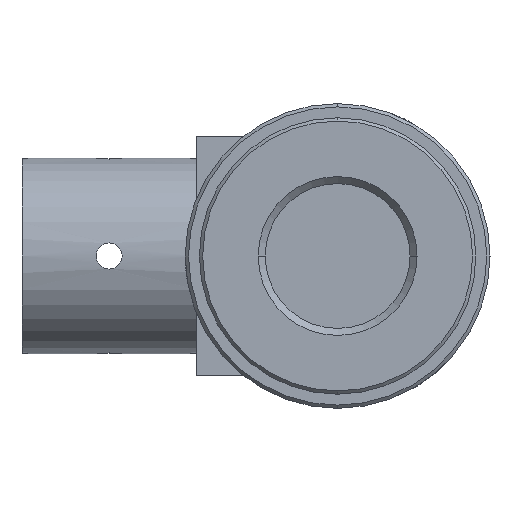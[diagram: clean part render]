
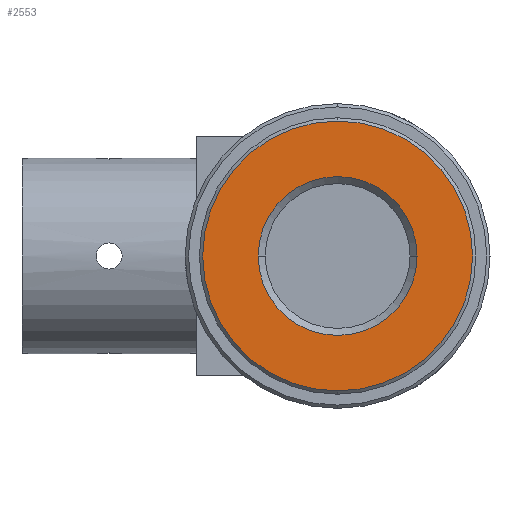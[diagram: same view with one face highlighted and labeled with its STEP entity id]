
A CAD part, left-side view. The second image highlights one B-rep face of the part: STEP entity #2553.
In plain terms, the highlighted planar face has unit normal (-1, 0, 0).
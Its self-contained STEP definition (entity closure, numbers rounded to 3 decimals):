
#47 = ORIENTED_EDGE ( 'NONE', *, *, #2279, .F. ) ;
#67 = EDGE_LOOP ( 'NONE', ( #1084, #447 ) ) ;
#110 = CARTESIAN_POINT ( 'NONE',  ( -76., 0., 0. ) ) ;
#224 = CARTESIAN_POINT ( 'NONE',  ( -76., 0., 0. ) ) ;
#295 = EDGE_LOOP ( 'NONE', ( #47, #4258 ) ) ;
#387 = VERTEX_POINT ( 'NONE', #2044 ) ;
#429 = DIRECTION ( 'NONE',  ( -1., 0., 0. ) ) ;
#447 = ORIENTED_EDGE ( 'NONE', *, *, #3711, .T. ) ;
#763 = CARTESIAN_POINT ( 'NONE',  ( -76., 0., 0. ) ) ;
#792 = DIRECTION ( 'NONE',  ( 0., 0., -1. ) ) ;
#839 = DIRECTION ( 'NONE',  ( -1., 0., 0. ) ) ;
#893 = DIRECTION ( 'NONE',  ( 0., -1., 0. ) ) ;
#927 = FACE_BOUND ( 'NONE', #295, .T. ) ;
#1008 = PLANE ( 'NONE',  #1330 ) ;
#1037 = DIRECTION ( 'NONE',  ( 1., 0., 0. ) ) ;
#1084 = ORIENTED_EDGE ( 'NONE', *, *, #2653, .T. ) ;
#1172 = CARTESIAN_POINT ( 'NONE',  ( -76., 7.3, 0. ) ) ;
#1330 = AXIS2_PLACEMENT_3D ( 'NONE', #3345, #1037, #4025 ) ;
#1352 = FACE_OUTER_BOUND ( 'NONE', #67, .T. ) ;
#1458 = CIRCLE ( 'NONE', #3887, 7.3 ) ;
#1480 = CARTESIAN_POINT ( 'NONE',  ( -76., 0., 0. ) ) ;
#1756 = CIRCLE ( 'NONE', #3837, 7.3 ) ;
#1770 = CIRCLE ( 'NONE', #2409, 12.4 ) ;
#1929 = EDGE_CURVE ( 'NONE', #2789, #2582, #1458, .T. ) ;
#1945 = VERTEX_POINT ( 'NONE', #2448 ) ;
#2044 = CARTESIAN_POINT ( 'NONE',  ( -76., 0., -12.4 ) ) ;
#2088 = CARTESIAN_POINT ( 'NONE',  ( -76., -7.3, 0. ) ) ;
#2279 = EDGE_CURVE ( 'NONE', #2582, #2789, #1756, .T. ) ;
#2409 = AXIS2_PLACEMENT_3D ( 'NONE', #763, #2457, #4109 ) ;
#2429 = DIRECTION ( 'NONE',  ( 0., -1., 0. ) ) ;
#2448 = CARTESIAN_POINT ( 'NONE',  ( -76., 0., 12.4 ) ) ;
#2457 = DIRECTION ( 'NONE',  ( -1., 0., 0. ) ) ;
#2553 = ADVANCED_FACE ( 'NONE', ( #927, #1352 ), #1008, .F. ) ;
#2574 = CIRCLE ( 'NONE', #2733, 12.4 ) ;
#2582 = VERTEX_POINT ( 'NONE', #2088 ) ;
#2653 = EDGE_CURVE ( 'NONE', #387, #1945, #2574, .T. ) ;
#2733 = AXIS2_PLACEMENT_3D ( 'NONE', #1480, #3419, #792 ) ;
#2789 = VERTEX_POINT ( 'NONE', #1172 ) ;
#3345 = CARTESIAN_POINT ( 'NONE',  ( -76., -17.501, -2.945 ) ) ;
#3419 = DIRECTION ( 'NONE',  ( -1., 0., 0. ) ) ;
#3711 = EDGE_CURVE ( 'NONE', #1945, #387, #1770, .T. ) ;
#3837 = AXIS2_PLACEMENT_3D ( 'NONE', #224, #839, #893 ) ;
#3887 = AXIS2_PLACEMENT_3D ( 'NONE', #110, #429, #2429 ) ;
#4025 = DIRECTION ( 'NONE',  ( 0., 0.815, -0.58 ) ) ;
#4109 = DIRECTION ( 'NONE',  ( 0., 0., -1. ) ) ;
#4258 = ORIENTED_EDGE ( 'NONE', *, *, #1929, .F. ) ;
